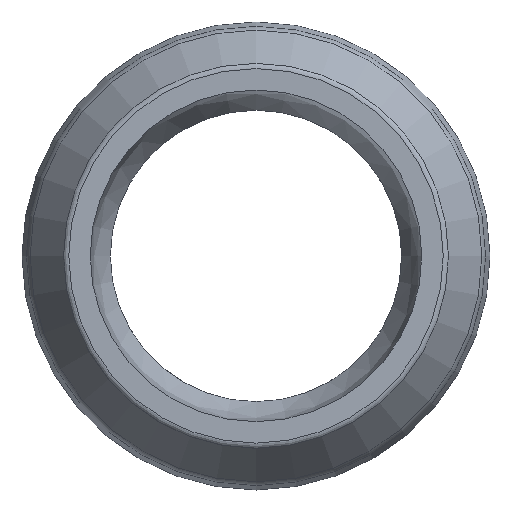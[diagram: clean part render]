
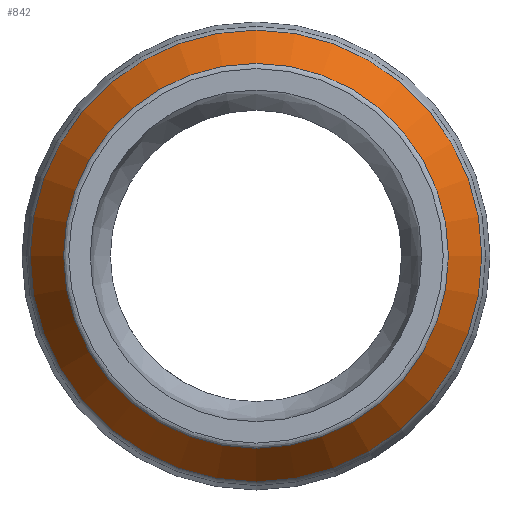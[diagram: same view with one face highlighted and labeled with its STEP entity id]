
A CAD part, top view. The second image highlights one B-rep face of the part: STEP entity #842.
In plain terms, the highlighted conical face has half-angle 33.264 degrees and reference radius 20.24 mm.
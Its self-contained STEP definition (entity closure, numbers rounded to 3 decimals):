
#20=CONICAL_SURFACE('',#964,20.24,0.581);
#101=LINE('',#1741,#136);
#136=VECTOR('',#1242,20.24);
#209=FACE_OUTER_BOUND('',#280,.T.);
#280=EDGE_LOOP('',(#760,#761,#762,#763));
#353=CIRCLE('',#962,18.628);
#355=CIRCLE('',#965,21.853);
#430=VERTEX_POINT('',#1735);
#431=VERTEX_POINT('',#1739);
#540=EDGE_CURVE('',#430,#430,#353,.T.);
#542=EDGE_CURVE('',#431,#431,#355,.T.);
#543=EDGE_CURVE('',#431,#430,#101,.T.);
#760=ORIENTED_EDGE('',*,*,#542,.F.);
#761=ORIENTED_EDGE('',*,*,#543,.T.);
#762=ORIENTED_EDGE('',*,*,#540,.T.);
#763=ORIENTED_EDGE('',*,*,#543,.F.);
#842=ADVANCED_FACE('',(#209),#20,.T.);
#962=AXIS2_PLACEMENT_3D('',#1736,#1234,#1235);
#964=AXIS2_PLACEMENT_3D('',#1738,#1238,#1239);
#965=AXIS2_PLACEMENT_3D('',#1740,#1240,#1241);
#1234=DIRECTION('center_axis',(0.,0.,
-1.));
#1235=DIRECTION('ref_axis',(1.,0.,0.));
#1238=DIRECTION('center_axis',(0.,0.,
-1.));
#1239=DIRECTION('ref_axis',(-1.,0.,0.));
#1240=DIRECTION('center_axis',(0.,0.,
-1.));
#1241=DIRECTION('ref_axis',(1.,0.,0.));
#1242=DIRECTION('',(-0.549,0.,0.836));
#1735=CARTESIAN_POINT('',(48.352,-77.007,26.129));
#1736=CARTESIAN_POINT('Origin',(29.724,-77.007,26.129));
#1738=CARTESIAN_POINT('Origin',(29.724,-77.007,23.671));
#1739=CARTESIAN_POINT('',(51.577,-77.007,21.213));
#1740=CARTESIAN_POINT('Origin',(29.724,-77.007,21.213));
#1741=CARTESIAN_POINT('',(49.964,-77.007,23.671));
